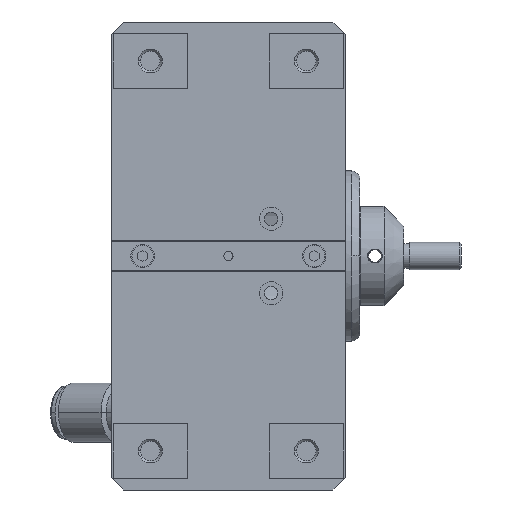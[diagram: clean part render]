
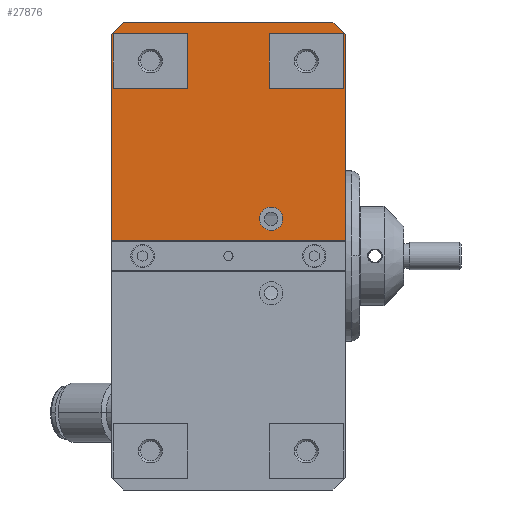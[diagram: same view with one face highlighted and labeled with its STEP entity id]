
A CAD part, front view. The second image highlights one B-rep face of the part: STEP entity #27876.
In plain terms, the highlighted planar face has unit normal (0, -1, 0).
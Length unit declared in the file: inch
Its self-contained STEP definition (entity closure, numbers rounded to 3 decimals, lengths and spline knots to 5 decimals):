
#517 = ORIENTED_EDGE ( 'NONE', *, *, #6584, .T. ) ;
#1243 = AXIS2_PLACEMENT_3D ( 'NONE', #1247, #16360, #3378 ) ;
#1247 = CARTESIAN_POINT ( 'NONE',  ( -0.4055, -2.3622, 1.9685 ) ) ;
#1379 = DIRECTION ( 'NONE',  ( 0., 0., -1. ) ) ;
#1806 = EDGE_CURVE ( 'NONE', #17306, #12428, #19298, .T. ) ;
#2166 = DIRECTION ( 'NONE',  ( 0., 0., -1. ) ) ;
#2723 = AXIS2_PLACEMENT_3D ( 'NONE', #27305, #14308, #1379 ) ;
#3135 = ORIENTED_EDGE ( 'NONE', *, *, #22299, .F. ) ;
#3283 = ORIENTED_EDGE ( 'NONE', *, *, #4866, .T. ) ;
#3311 = CARTESIAN_POINT ( 'NONE',  ( 1.1693, -2.3622, 2.13189 ) ) ;
#3378 = DIRECTION ( 'NONE',  ( 0., 0., 1. ) ) ;
#3474 = EDGE_CURVE ( 'NONE', #24409, #27832, #18316, .T. ) ;
#3716 = VECTOR ( 'NONE', #21717, 39.37008 ) ;
#4596 = VECTOR ( 'NONE', #2166, 39.37008 ) ;
#4637 = DIRECTION ( 'NONE',  ( 0., -1., 0. ) ) ;
#4866 = EDGE_CURVE ( 'NONE', #7395, #10090, #25700, .T. ) ;
#5397 = DIRECTION ( 'NONE',  ( -0.707, 0., -0.707 ) ) ;
#5510 = CARTESIAN_POINT ( 'NONE',  ( 1.563, -2.3622, 2.2372 ) ) ;
#5911 = EDGE_CURVE ( 'NONE', #21394, #8442, #16332, .T. ) ;
#6140 = CARTESIAN_POINT ( 'NONE',  ( -0.7992, -2.3622, 0.15748 ) ) ;
#6315 = VERTEX_POINT ( 'NONE', #3311 ) ;
#6584 = EDGE_CURVE ( 'NONE', #6315, #25957, #11873, .T. ) ;
#7395 = VERTEX_POINT ( 'NONE', #26938 ) ;
#8430 = DIRECTION ( 'NONE',  ( 0., 1., 0. ) ) ;
#8437 = VECTOR ( 'NONE', #5397, 39.37008 ) ;
#8442 = VERTEX_POINT ( 'NONE', #26075 ) ;
#8493 = CARTESIAN_POINT ( 'NONE',  ( -0.4055, -2.3622, 1.9685 ) ) ;
#8517 = DIRECTION ( 'NONE',  ( 0., 0., 1. ) ) ;
#8805 = ORIENTED_EDGE ( 'NONE', *, *, #5911, .T. ) ;
#8853 = CIRCLE ( 'NONE', #13029, 0.16339 ) ;
#9026 = VECTOR ( 'NONE', #8517, 39.37008 ) ;
#9436 = DIRECTION ( 'NONE',  ( -0.707, 0., 0.707 ) ) ;
#9740 = EDGE_CURVE ( 'NONE', #8442, #21394, #17289, .T. ) ;
#9748 = CARTESIAN_POINT ( 'NONE',  ( 1.1693, -2.3622, 1.80512 ) ) ;
#9854 = AXIS2_PLACEMENT_3D ( 'NONE', #12688, #27838, #14834 ) ;
#9973 = CARTESIAN_POINT ( 'NONE',  ( 1.438, -2.3622, 2.3622 ) ) ;
#9979 = EDGE_CURVE ( 'NONE', #19632, #14642, #19319, .T. ) ;
#10090 = VERTEX_POINT ( 'NONE', #27911 ) ;
#10349 = ORIENTED_EDGE ( 'NONE', *, *, #27961, .F. ) ;
#10436 = ORIENTED_EDGE ( 'NONE', *, *, #10789, .T. ) ;
#10682 = DIRECTION ( 'NONE',  ( 0., 0., 1. ) ) ;
#10789 = EDGE_CURVE ( 'NONE', #25957, #6315, #8853, .T. ) ;
#10805 = EDGE_LOOP ( 'NONE', ( #517, #10436 ) ) ;
#10976 = CARTESIAN_POINT ( 'NONE',  ( 1.1693, -2.3622, 1.9685 ) ) ;
#11064 = ORIENTED_EDGE ( 'NONE', *, *, #15283, .F. ) ;
#11075 = ORIENTED_EDGE ( 'NONE', *, *, #9979, .T. ) ;
#11873 = CIRCLE ( 'NONE', #26789, 0.16339 ) ;
#12428 = VERTEX_POINT ( 'NONE', #9973 ) ;
#12688 = CARTESIAN_POINT ( 'NONE',  ( 1.563, -2.3622, 2.3622 ) ) ;
#13029 = AXIS2_PLACEMENT_3D ( 'NONE', #10976, #26109, #13158 ) ;
#13158 = DIRECTION ( 'NONE',  ( 0., 0., 1. ) ) ;
#13224 = FACE_BOUND ( 'NONE', #10805, .T. ) ;
#13511 = VECTOR ( 'NONE', #9436, 39.37008 ) ;
#13533 = VECTOR ( 'NONE', #21380, 39.37008 ) ;
#13794 = CARTESIAN_POINT ( 'NONE',  ( 1.563, -2.3622, 2.2372 ) ) ;
#14308 = DIRECTION ( 'NONE',  ( 0., -1., 0. ) ) ;
#14642 = VERTEX_POINT ( 'NONE', #18243 ) ;
#14651 = CARTESIAN_POINT ( 'NONE',  ( 0.813, -2.3622, 0.25689 ) ) ;
#14834 = DIRECTION ( 'NONE',  ( 0., 0., 1. ) ) ;
#15177 = EDGE_LOOP ( 'NONE', ( #10349, #24803 ) ) ;
#15283 = EDGE_CURVE ( 'NONE', #7395, #12428, #20325, .T. ) ;
#16332 = CIRCLE ( 'NONE', #27515, 0.16339 ) ;
#16360 = DIRECTION ( 'NONE',  ( 0., 1., 0. ) ) ;
#17289 = CIRCLE ( 'NONE', #1243, 0.16339 ) ;
#17306 = VERTEX_POINT ( 'NONE', #5510 ) ;
#17587 = CARTESIAN_POINT ( 'NONE',  ( 0.813, -2.3622, 0.375 ) ) ;
#18243 = CARTESIAN_POINT ( 'NONE',  ( 1.563, -2.3622, 0.15748 ) ) ;
#18316 = CIRCLE ( 'NONE', #2723, 0.11811 ) ;
#18321 = FACE_BOUND ( 'NONE', #23620, .T. ) ;
#19003 = FACE_OUTER_BOUND ( 'NONE', #19091, .T. ) ;
#19091 = EDGE_LOOP ( 'NONE', ( #23674, #11075, #3135, #22418, #11064, #3283 ) ) ;
#19236 = CARTESIAN_POINT ( 'NONE',  ( -0.7992, -2.3622, -2.3622 ) ) ;
#19298 = LINE ( 'NONE', #13794, #13511 ) ;
#19319 = LINE ( 'NONE', #6140, #13533 ) ;
#19632 = VERTEX_POINT ( 'NONE', #26516 ) ;
#19662 = CARTESIAN_POINT ( 'NONE',  ( -0.7992, -2.3622, 2.3622 ) ) ;
#19797 = DIRECTION ( 'NONE',  ( 0., 0., -1. ) ) ;
#19939 = EDGE_CURVE ( 'NONE', #19632, #10090, #20560, .T. ) ;
#20325 = LINE ( 'NONE', #19662, #3716 ) ;
#20345 = ORIENTED_EDGE ( 'NONE', *, *, #9740, .T. ) ;
#20560 = LINE ( 'NONE', #19236, #9026 ) ;
#20859 = CARTESIAN_POINT ( 'NONE',  ( 0.813, -2.3622, 0.49311 ) ) ;
#21012 = CIRCLE ( 'NONE', #27285, 0.11811 ) ;
#21380 = DIRECTION ( 'NONE',  ( 1., 0., 0. ) ) ;
#21394 = VERTEX_POINT ( 'NONE', #21905 ) ;
#21420 = CARTESIAN_POINT ( 'NONE',  ( 1.1693, -2.3622, 1.9685 ) ) ;
#21717 = DIRECTION ( 'NONE',  ( 1., 0., 0. ) ) ;
#21859 = LINE ( 'NONE', #25820, #4596 ) ;
#21905 = CARTESIAN_POINT ( 'NONE',  ( -0.4055, -2.3622, 1.80512 ) ) ;
#22299 = EDGE_CURVE ( 'NONE', #17306, #14642, #21859, .T. ) ;
#22418 = ORIENTED_EDGE ( 'NONE', *, *, #1806, .T. ) ;
#22714 = CARTESIAN_POINT ( 'NONE',  ( -0.6742, -2.3622, 2.3622 ) ) ;
#23575 = DIRECTION ( 'NONE',  ( 0., 0., 1. ) ) ;
#23620 = EDGE_LOOP ( 'NONE', ( #20345, #8805 ) ) ;
#23634 = DIRECTION ( 'NONE',  ( 0., 1., 0. ) ) ;
#23674 = ORIENTED_EDGE ( 'NONE', *, *, #19939, .F. ) ;
#24068 = FACE_BOUND ( 'NONE', #15177, .T. ) ;
#24409 = VERTEX_POINT ( 'NONE', #20859 ) ;
#24803 = ORIENTED_EDGE ( 'NONE', *, *, #3474, .F. ) ;
#25700 = LINE ( 'NONE', #22714, #8437 ) ;
#25820 = CARTESIAN_POINT ( 'NONE',  ( 1.563, -2.3622, -2.3622 ) ) ;
#25957 = VERTEX_POINT ( 'NONE', #9748 ) ;
#26075 = CARTESIAN_POINT ( 'NONE',  ( -0.4055, -2.3622, 2.13189 ) ) ;
#26109 = DIRECTION ( 'NONE',  ( 0., 1., 0. ) ) ;
#26516 = CARTESIAN_POINT ( 'NONE',  ( -0.7992, -2.3622, 0.15748 ) ) ;
#26789 = AXIS2_PLACEMENT_3D ( 'NONE', #21420, #8430, #23575 ) ;
#26938 = CARTESIAN_POINT ( 'NONE',  ( -0.6742, -2.3622, 2.3622 ) ) ;
#27285 = AXIS2_PLACEMENT_3D ( 'NONE', #17587, #4637, #19797 ) ;
#27305 = CARTESIAN_POINT ( 'NONE',  ( 0.813, -2.3622, 0.375 ) ) ;
#27515 = AXIS2_PLACEMENT_3D ( 'NONE', #8493, #23634, #10682 ) ;
#27743 = PLANE ( 'NONE',  #9854 ) ;
#27832 = VERTEX_POINT ( 'NONE', #14651 ) ;
#27838 = DIRECTION ( 'NONE',  ( 0., 1., 0. ) ) ;
#27876 = ADVANCED_FACE ( 'NONE', ( #24068, #19003, #13224, #18321 ), #27743, .F. ) ;
#27911 = CARTESIAN_POINT ( 'NONE',  ( -0.7992, -2.3622, 2.2372 ) ) ;
#27961 = EDGE_CURVE ( 'NONE', #27832, #24409, #21012, .T. ) ;
